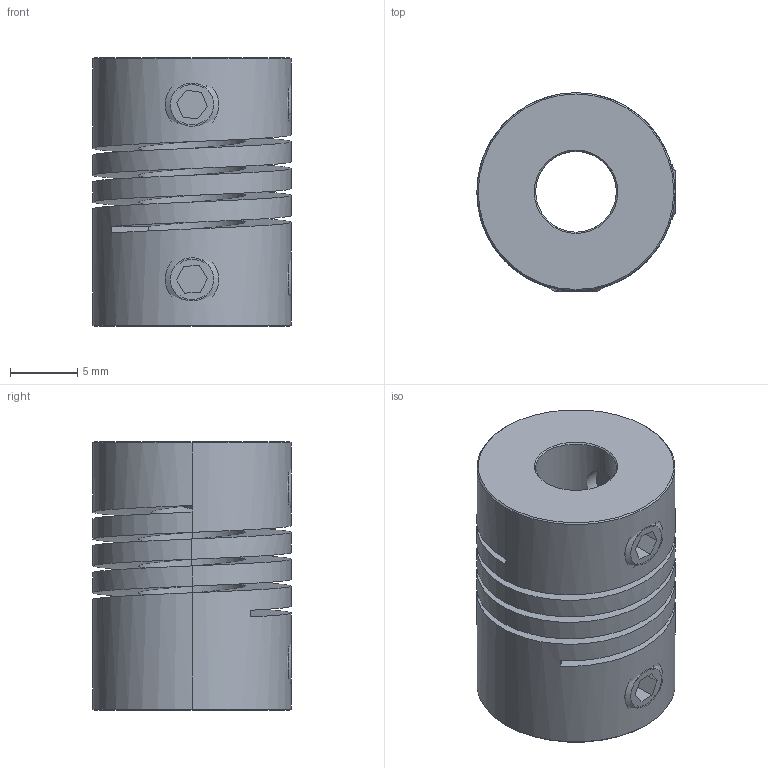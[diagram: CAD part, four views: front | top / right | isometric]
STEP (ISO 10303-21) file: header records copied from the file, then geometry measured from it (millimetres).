
FILE_DESCRIPTION (( 'STEP AP214' ), '1' );
FILE_NAME ('Ñáîðêà1.STEP', '2024-11-27T14:37:34', ( '' ), ( '' ), 'SwSTEP 2.0', 'SolidWorks 2024', '' );
FILE_SCHEMA (( 'AUTOMOTIVE_DESIGN' ));
Length unit declared in the file: millimetre
Products named in the file (4): socket set screw flat point_din_DIN 913 - M4 x 4-N; B481 Спиральная муфта Ø 6 - Ø 8_00; Сборка1
Assembly tree (6 placements, depth 3):
  Сборка1
    B481 Спиральная муфта Ø 6 - Ø 8_00
      B481 Спиральная муфта Ø 6 - Ø 8_00
      socket set screw flat point_din_DIN 913 - M4 x 4-N  x4
Bounding box: 14.75 x 14.75 x 20 mm (x, y, z)
Volume: 2344.5 mm3; surface area: 2901.4 mm2
Topology: 5 solids, 5 shells, 107 faces, 262 edges, 164 vertices
Faces by surface type: plane 42, cylinder 39, cone 24, bspline 2
Entity records: 4510 total; most frequent: CARTESIAN_POINT 2916, ORIENTED_EDGE 330, DIRECTION 281, EDGE_CURVE 165, AXIS2_PLACEMENT_3D 104, VERTEX_POINT 102, VECTOR 73, LINE 73
